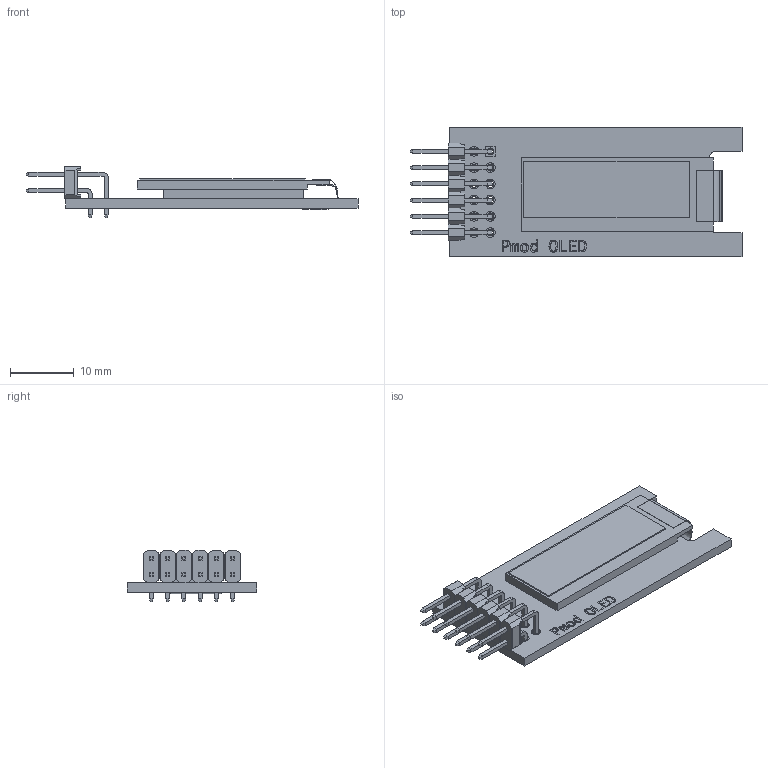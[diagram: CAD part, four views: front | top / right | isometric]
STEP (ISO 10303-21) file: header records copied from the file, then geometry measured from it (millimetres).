
FILE_DESCRIPTION(/* description */ ('Alibre Inc.'),/* implementation_level */ '2;1');
FILE_NAME(/* name */ 'export1',/* time_stamp */ '2018-01-08T17:08:00-08:00',/* author */ (''),/* organization */ (''),/* preprocessor_version */ 'ST-DEVELOPER v14',/* originating_system */ 'Alibre',/* authorisation */ '');
FILE_SCHEMA (('AUTOMOTIVE_DESIGN'));
Length unit declared in the file: centimetre
Bounding box: 51.93 x 20.32 x 8.08 mm (x, y, z)
Volume: 2298.3 mm3; surface area: 3882.7 mm2
Topology: 3 solids, 3 shells, 658 faces, 1651 edges, 1060 vertices
Faces by surface type: plane 501, bspline 97, cylinder 60
Full cylindrical faces by diameter (mm): 1.067 x12, 1.5 x22
Entity records: 19009 total; most frequent: CARTESIAN_POINT 4298, ORIENTED_EDGE 3190, DIRECTION 1971, EDGE_CURVE 1595, VECTOR 1219, LINE 1219, VERTEX_POINT 1038, EDGE_LOOP 779
